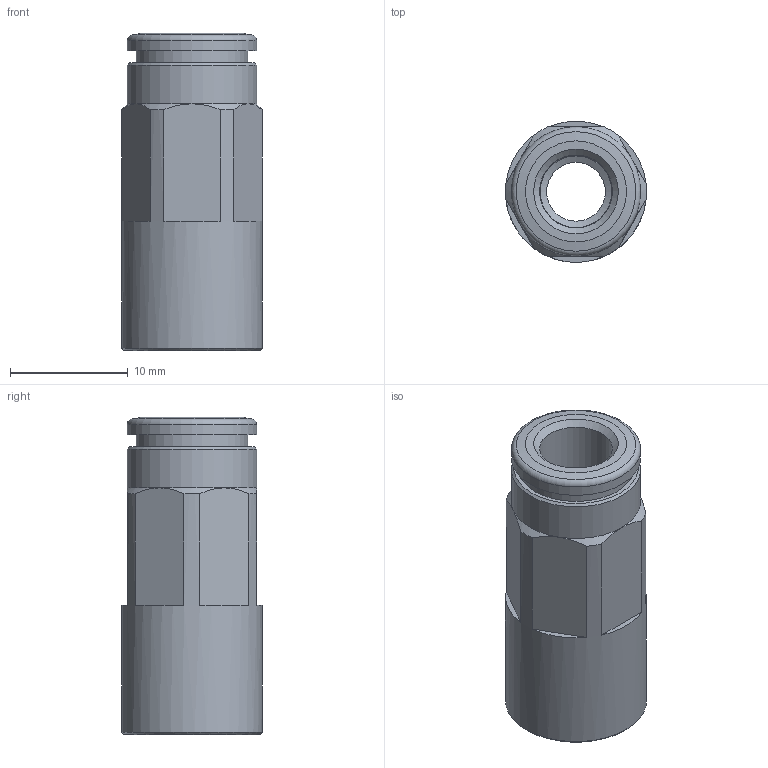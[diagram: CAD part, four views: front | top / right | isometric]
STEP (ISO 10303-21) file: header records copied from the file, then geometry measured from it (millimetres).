
FILE_DESCRIPTION(/* description */ (''),/* implementation_level */ '2;1');
FILE_NAME(/* name */ 'V200205_IPSO_02_6_G18_03.04.17',/* time_stamp */ '2017-04-03T10:09:44+02:00',/* author */ (''),/* organization */ ('sopra-pneumatic'),/* preprocessor_version */ 'ST-DEVELOPER v16.5',/* originating_system */ 'HiCAD 2016 2102.1 Build 498',/* authorisation */ '');
FILE_SCHEMA (('AUTOMOTIVE_DESIGN { 1 0 10303 214 1 1 1 1 }'));
Length unit declared in the file: millimetre
Products named in the file (3): Root; DR6-1_NEU; R200205-N
Assembly tree (2 placements, depth 2):
  Root
    DR6-1_NEU
    R200205-N
Bounding box: 11.99 x 11.98 x 27 mm (x, y, z)
Volume: 1606.6 mm3; surface area: 2218.2 mm2
Topology: 2 solids, 2 shells, 48 faces, 104 edges, 63 vertices
Faces by surface type: plane 19, cone 17, cylinder 11, torus 1
Full cylindrical faces by diameter (mm): 5 x1, 6.1 x1, 6.2 x1, 8.3 x1, 8.566 x1, 9 x1, 9.5 x1, 9.6 x1, 11 x2, 12 x1
Entity records: 2001 total; most frequent: DIRECTION 240, CARTESIAN_POINT 188, PRESENTATION_STYLE_ASSIGNMENT 156, COLOUR_RGB 155, DRAUGHTING_PRE_DEFINED_CURVE_FONT 154, CURVE_STYLE 154, OVER_RIDING_STYLED_ITEM 154, ORIENTED_EDGE 154
